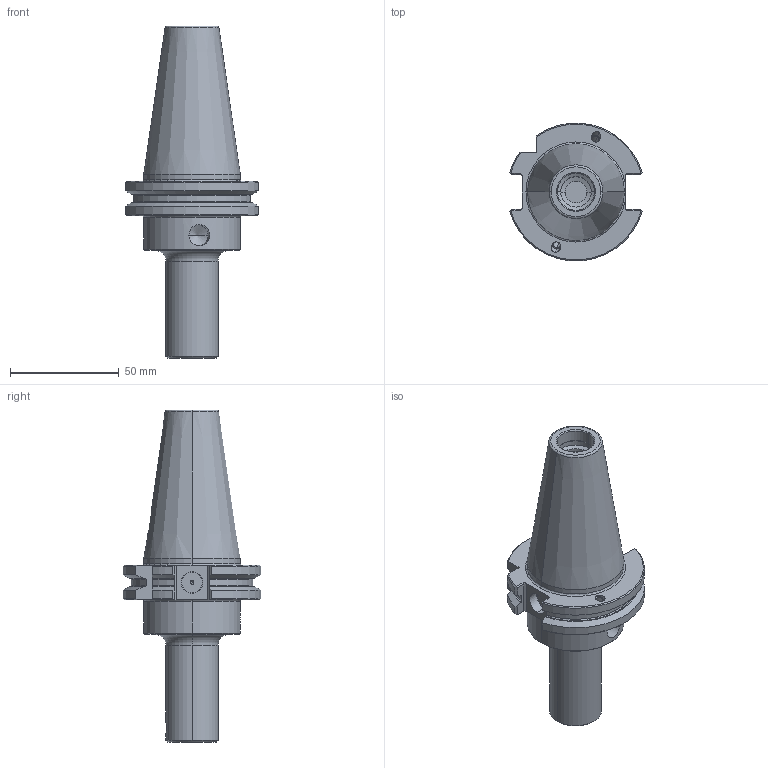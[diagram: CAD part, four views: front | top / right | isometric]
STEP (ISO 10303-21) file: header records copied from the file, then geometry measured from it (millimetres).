
FILE_DESCRIPTION(('no description'),'unknown implementation level');
FILE_NAME('C4770B2D-4174-4079-A9AD-54E148C85BBA_export.stp',' ',('CIMSOURCE GmbH'),('CADClick - KiM GmbH - www.kimweb.de'),'unknown preprocess','ACIS','unknown authorization');
FILE_SCHEMA(('automotive_design'));
Length unit declared in the file: millimetre
Products named in the file (2): 326.021 Kaiser SK40 VBD X CK2 X 80B|690.432 Kaiser ETL M5 X 6,5 CK2;Schnitt-Linear austragen2; 326.021 Kaiser SK40 VBD X CK2 X 80B|326.021 Kaiser SK40 VBD X CK2 X 80B;Rotation2
Bounding box: 60.95 x 63.29 x 152.75 mm (x, y, z)
Volume: 139194.1 mm3; surface area: 29621.1 mm2
Topology: 2 solids, 2 shells, 214 faces, 517 edges, 318 vertices
Faces by surface type: plane 76, cylinder 67, cone 52, torus 18, bspline 1
Entity records: 13037 total; most frequent: CARTESIAN_POINT 2171, DIRECTION 1079, STYLED_ITEM 1045, PRESENTATION_STYLE_ASSIGNMENT 1045, COLOUR_RGB 1045, ORIENTED_EDGE 1022, EDGE_CURVE 511, CURVE_STYLE 511
